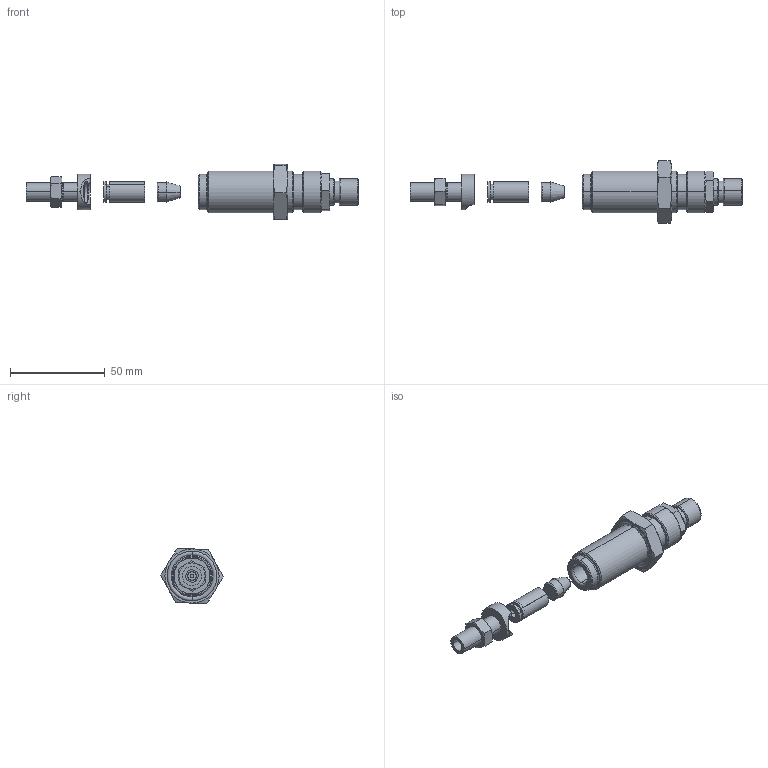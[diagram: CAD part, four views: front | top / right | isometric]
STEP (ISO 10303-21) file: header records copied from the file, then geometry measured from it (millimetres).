
FILE_DESCRIPTION (( 'STEP AP214' ), '1' );
FILE_NAME ('OS-2325 - POS-249.STEP', '2019-08-16T12:35:33', ( '' ), ( '' ), 'SwSTEP 2.0', 'SolidWorks 2019', '' );
FILE_SCHEMA (( 'AUTOMOTIVE_DESIGN' ));
Length unit declared in the file: millimetre
Products named in the file (21): OS-2325 - POS-255; OS-2325 - POS-261; OS-2325 - POS-253; OS-2325 - POS-248; OS-2325 - POS-262; OS-2325 - POS-249; OS-2325 - POS-254; OS-2325 - POS-250 ; OS-2325 - POS-252; OS-2325 - POS-246 ; OS-2325 - POS-251; OS-2325 - POS-260 
Assembly tree (11 placements, depth 3):
  OS-2325 - POS-255
  OS-2325 - POS-253
  OS-2325 - POS-248
  OS-2325 - POS-249
    OS-2325 - POS-250 
      OS-2325 - POS-251
      OS-2325 - POS-252
      OS-2325 - POS-253
      OS-2325 - POS-254
      OS-2325 - POS-255
    OS-2325 - POS-246 
    OS-2325 - POS-260 
      OS-2325 - POS-261
      OS-2325 - POS-262
    OS-2325 - POS-248
  OS-2325 - POS-261
Bounding box: 175.26 x 33.01 x 29.05 mm (x, y, z)
Volume: 33032.5 mm3; surface area: 19057.5 mm2
Topology: 9 solids, 9 shells, 197 faces, 425 edges, 258 vertices
Faces by surface type: cone 64, plane 60, cylinder 57, torus 16
Entity records: 6672 total; most frequent: CARTESIAN_POINT 1304, DIRECTION 997, ORIENTED_EDGE 850, AXIS2_PLACEMENT_3D 429, EDGE_CURVE 425, VERTEX_POINT 258, EDGE_LOOP 223, CIRCLE 215
